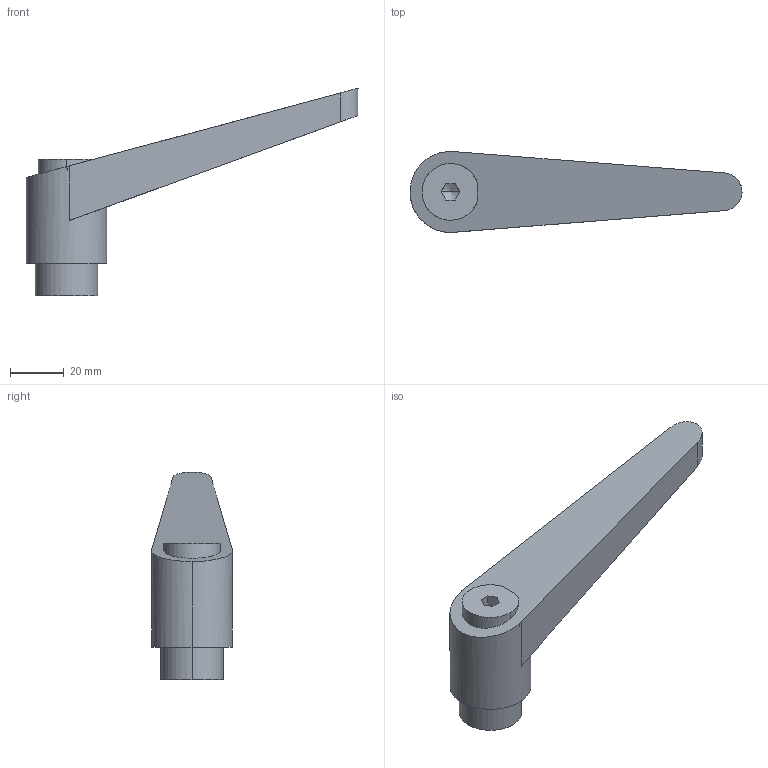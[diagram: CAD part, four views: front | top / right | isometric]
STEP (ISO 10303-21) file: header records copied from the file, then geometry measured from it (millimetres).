
FILE_DESCRIPTION(('STEP AP214'),'1');
FILE_NAME(' ',' ',('TraceParts'),('TraceParts S.A.'),'XStep 1.0',' ',' ');
FILE_SCHEMA(('automotive_design'));
Length unit declared in the file: millimetre
Products named in the file (1): 1
Bounding box: 123 x 30 x 76.9 mm (x, y, z)
Volume: 32740.2 mm3; surface area: 16882.6 mm2
Topology: 1 solids, 1 shells, 40 faces, 93 edges, 58 vertices
Faces by surface type: plane 22, cylinder 12, cone 6
Entity records: 2188 total; most frequent: CARTESIAN_POINT 200, DIRECTION 199, STYLED_ITEM 188, PRESENTATION_STYLE_ASSIGNMENT 188, COLOUR_RGB 188, ORIENTED_EDGE 178, EDGE_CURVE 89, CURVE_STYLE 89
